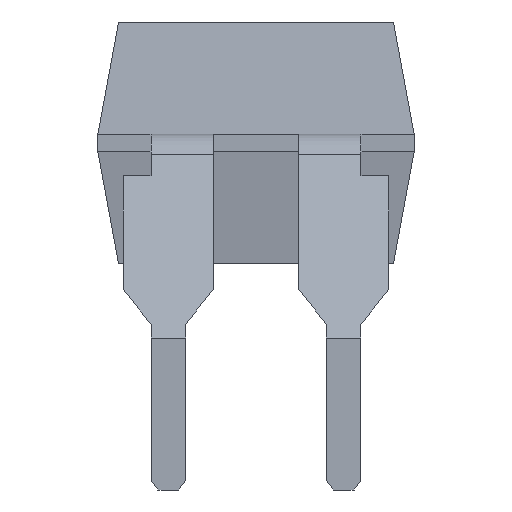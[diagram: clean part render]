
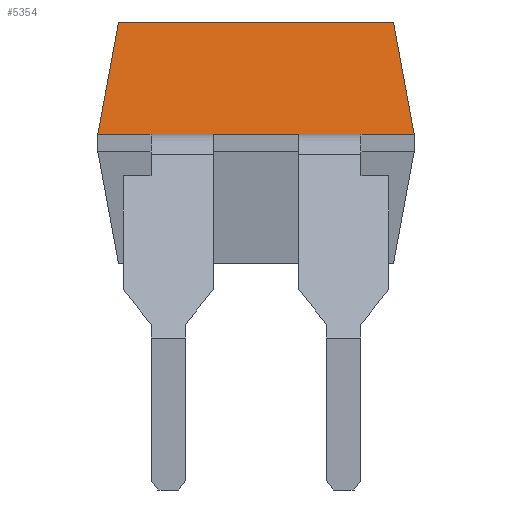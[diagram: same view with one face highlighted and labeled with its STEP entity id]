
A CAD part, left-side view. The second image highlights one B-rep face of the part: STEP entity #5354.
In plain terms, the highlighted planar face has unit normal (-0.988, 0, 0.152).
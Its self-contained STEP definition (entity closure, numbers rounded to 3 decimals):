
#907=ORIENTED_EDGE('',*,*,#1679,.T.);
#908=ORIENTED_EDGE('',*,*,#1358,.T.);
#909=ORIENTED_EDGE('',*,*,#1697,.F.);
#910=ORIENTED_EDGE('',*,*,#1698,.F.);
#911=ORIENTED_EDGE('',*,*,#1672,.F.);
#912=ORIENTED_EDGE('',*,*,#1699,.F.);
#913=ORIENTED_EDGE('',*,*,#1700,.F.);
#914=ORIENTED_EDGE('',*,*,#1363,.F.);
#1358=EDGE_CURVE('',#1909,#1912,#2280,.T.);
#1363=EDGE_CURVE('',#1917,#1918,#2285,.T.);
#1672=EDGE_CURVE('',#2132,#2130,#2422,.T.);
#1679=EDGE_CURVE('',#1917,#1909,#2429,.T.);
#1697=EDGE_CURVE('',#2143,#1912,#2447,.T.);
#1698=EDGE_CURVE('',#2130,#2143,#2448,.T.);
#1699=EDGE_CURVE('',#2144,#2132,#2449,.T.);
#1700=EDGE_CURVE('',#1918,#2144,#2450,.T.);
#1909=VERTEX_POINT('',#6471);
#1912=VERTEX_POINT('',#6476);
#1917=VERTEX_POINT('',#6489);
#1918=VERTEX_POINT('',#6490);
#2130=VERTEX_POINT('',#8238);
#2132=VERTEX_POINT('',#8242);
#2143=VERTEX_POINT('',#8287);
#2144=VERTEX_POINT('',#8290);
#2280=LINE('',#6477,#2646);
#2285=LINE('',#6488,#2651);
#2422=LINE('',#8243,#2788);
#2429=LINE('',#8257,#2795);
#2447=LINE('',#8286,#2813);
#2448=LINE('',#8288,#2814);
#2449=LINE('',#8289,#2815);
#2450=LINE('',#8291,#2816);
#2646=VECTOR('',#5672,1000.);
#2651=VECTOR('',#5681,1000.);
#2788=VECTOR('',#6030,1000.);
#2795=VECTOR('',#6043,1000.);
#2813=VECTOR('',#6071,1000.);
#2814=VECTOR('',#6072,1000.);
#2815=VECTOR('',#6073,1000.);
#2816=VECTOR('',#6074,1000.);
#3171=EDGE_LOOP('',(#907,#908,#909,#910,#911,#912,#913,#914));
#3419=FACE_BOUND('',#3171,.T.);
#3614=PLANE('',#5560);
#5354=ADVANCED_FACE('',(#3419),#3614,.T.);
#5560=AXIS2_PLACEMENT_3D('',#8285,#6069,#6070);
#5672=DIRECTION('',(-0.15,0.18,-0.972));
#5681=DIRECTION('',(-0.15,-0.18,-0.972));
#6030=DIRECTION('',(0.,1.,0.));
#6043=DIRECTION('',(0.,1.,0.));
#6069=DIRECTION('',(-0.988,0.,0.152));
#6070=DIRECTION('',(0.152,0.,0.988));
#6071=DIRECTION('',(0.,1.,0.));
#6072=DIRECTION('',(0.,1.,0.));
#6073=DIRECTION('',(0.,1.,0.));
#6074=DIRECTION('',(0.,1.,0.));
#6471=CARTESIAN_POINT('',(-3.,1.99,1.75));
#6476=CARTESIAN_POINT('',(-3.25,2.29,0.125));
#6477=CARTESIAN_POINT('',(-3.127,2.142,0.924));
#6488=CARTESIAN_POINT('',(-3.25,-2.29,0.125));
#6489=CARTESIAN_POINT('',(-3.,-1.99,1.75));
#6490=CARTESIAN_POINT('',(-3.25,-2.29,0.125));
#8238=CARTESIAN_POINT('',(-3.25,0.62,0.125));
#8242=CARTESIAN_POINT('',(-3.25,-0.62,0.125));
#8243=CARTESIAN_POINT('',(-3.25,-2.29,0.125));
#8257=CARTESIAN_POINT('',(-3.,-2.29,1.75));
#8285=CARTESIAN_POINT('',(-3.25,-2.29,0.125));
#8286=CARTESIAN_POINT('',(-3.25,-2.29,0.125));
#8287=CARTESIAN_POINT('',(-3.25,1.52,0.125));
#8288=CARTESIAN_POINT('',(-3.25,-2.29,0.125));
#8289=CARTESIAN_POINT('',(-3.25,-2.29,0.125));
#8290=CARTESIAN_POINT('',(-3.25,-1.52,0.125));
#8291=CARTESIAN_POINT('',(-3.25,-2.29,0.125));
